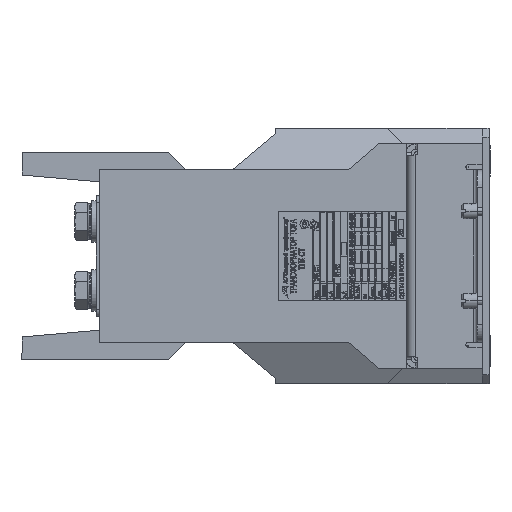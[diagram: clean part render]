
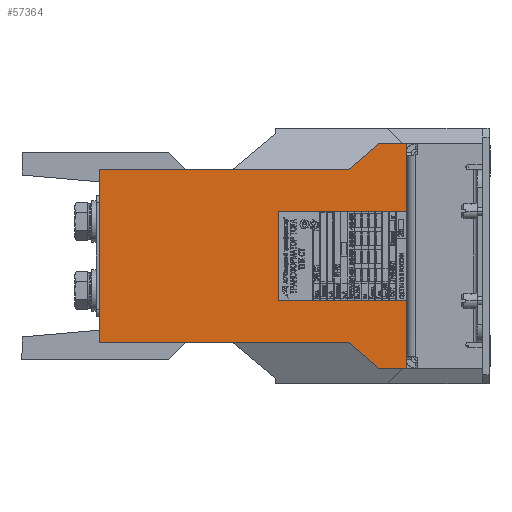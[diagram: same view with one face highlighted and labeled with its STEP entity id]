
A CAD part, left-side view. The second image highlights one B-rep face of the part: STEP entity #57364.
In plain terms, the highlighted planar face has unit normal (-1, 0, 0).
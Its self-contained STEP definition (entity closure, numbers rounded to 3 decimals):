
#1855 = VECTOR ( 'NONE', #159407, 1000. ) ;
#5255 = VERTEX_POINT ( 'NONE', #66121 ) ;
#9759 = VECTOR ( 'NONE', #128155, 1000. ) ;
#13919 = EDGE_CURVE ( 'NONE', #104936, #132371, #83436, .T. ) ;
#16989 = VECTOR ( 'NONE', #154071, 1000. ) ;
#18459 = VERTEX_POINT ( 'NONE', #58139 ) ;
#22185 = LINE ( 'NONE', #72200, #16989 ) ;
#23982 = CARTESIAN_POINT ( 'NONE',  ( -165., 44., -65. ) ) ;
#24320 = VECTOR ( 'NONE', #53801, 1000. ) ;
#25169 = EDGE_CURVE ( 'NONE', #104936, #105299, #45746, .T. ) ;
#29932 = VECTOR ( 'NONE', #105421, 1000. ) ;
#30139 = CARTESIAN_POINT ( 'NONE',  ( -165., 60., 65. ) ) ;
#30368 = DIRECTION ( 'NONE',  ( 0., 0., -1. ) ) ;
#34733 = VERTEX_POINT ( 'NONE', #101943 ) ;
#35505 = ORIENTED_EDGE ( 'NONE', *, *, #186131, .T. ) ;
#35712 = CARTESIAN_POINT ( 'NONE',  ( -165., 222., -50. ) ) ;
#37000 = CARTESIAN_POINT ( 'NONE',  ( -165., 222., -50. ) ) ;
#37731 = CARTESIAN_POINT ( 'NONE',  ( -165., 0., -65. ) ) ;
#43371 = EDGE_CURVE ( 'NONE', #59580, #163064, #22185, .T. ) ;
#44713 = CARTESIAN_POINT ( 'NONE',  ( -165., 44., -65. ) ) ;
#45051 = CARTESIAN_POINT ( 'NONE',  ( -165., 222., -50. ) ) ;
#45746 = LINE ( 'NONE', #83195, #134760 ) ;
#45774 = PLANE ( 'NONE',  #73381 ) ;
#47406 = LINE ( 'NONE', #125026, #131206 ) ;
#47478 = EDGE_LOOP ( 'NONE', ( #71606, #83781, #120420, #179710, #133736, #157206, #194286, #155943, #180819, #35505, #119267, #76192 ) ) ;
#52044 = FACE_OUTER_BOUND ( 'NONE', #47478, .T. ) ;
#53801 = DIRECTION ( 'NONE',  ( 0., -1., 0. ) ) ;
#54294 = LINE ( 'NONE', #44713, #9759 ) ;
#54593 = EDGE_CURVE ( 'NONE', #163064, #127062, #203168, .T. ) ;
#57364 = ADVANCED_FACE ( 'NONE', ( #52044 ), #45774, .F. ) ;
#58139 = CARTESIAN_POINT ( 'NONE',  ( -165., 44., -26. ) ) ;
#58799 = CARTESIAN_POINT ( 'NONE',  ( -165., 118., 26. ) ) ;
#59580 = VERTEX_POINT ( 'NONE', #168888 ) ;
#61869 = DIRECTION ( 'NONE',  ( 1., 0., 0. ) ) ;
#62887 = EDGE_CURVE ( 'NONE', #130119, #5255, #152211, .T. ) ;
#66121 = CARTESIAN_POINT ( 'NONE',  ( -165., 118., -26. ) ) ;
#66662 = VECTOR ( 'NONE', #109574, 1000. ) ;
#69750 = VECTOR ( 'NONE', #71380, 1000. ) ;
#71380 = DIRECTION ( 'NONE',  ( 0., -1., 0. ) ) ;
#71606 = ORIENTED_EDGE ( 'NONE', *, *, #100762, .F. ) ;
#72200 = CARTESIAN_POINT ( 'NONE',  ( -165., 60., -65. ) ) ;
#73381 = AXIS2_PLACEMENT_3D ( 'NONE', #45051, #61869, #79449 ) ;
#74128 = EDGE_CURVE ( 'NONE', #132371, #130119, #163259, .T. ) ;
#76192 = ORIENTED_EDGE ( 'NONE', *, *, #54593, .T. ) ;
#78184 = VECTOR ( 'NONE', #141615, 1000. ) ;
#79449 = DIRECTION ( 'NONE',  ( 0., 0., -1. ) ) ;
#83195 = CARTESIAN_POINT ( 'NONE',  ( -165., 60., 65. ) ) ;
#83436 = LINE ( 'NONE', #23982, #78184 ) ;
#83723 = CARTESIAN_POINT ( 'NONE',  ( -165., 44., 65. ) ) ;
#83781 = ORIENTED_EDGE ( 'NONE', *, *, #134380, .F. ) ;
#88596 = CARTESIAN_POINT ( 'NONE',  ( -165., 44., 26. ) ) ;
#96023 = LINE ( 'NONE', #142628, #1855 ) ;
#100762 = EDGE_CURVE ( 'NONE', #18459, #127062, #54294, .T. ) ;
#101943 = CARTESIAN_POINT ( 'NONE',  ( -165., 222., 50. ) ) ;
#103757 = CARTESIAN_POINT ( 'NONE',  ( -165., 77.876, 50. ) ) ;
#104936 = VERTEX_POINT ( 'NONE', #83723 ) ;
#105299 = VERTEX_POINT ( 'NONE', #30139 ) ;
#105421 = DIRECTION ( 'NONE',  ( 0., 1., 0. ) ) ;
#107706 = VECTOR ( 'NONE', #30368, 1000. ) ;
#109574 = DIRECTION ( 'NONE',  ( 0., 0., 1. ) ) ;
#111133 = LINE ( 'NONE', #192884, #66662 ) ;
#111851 = CARTESIAN_POINT ( 'NONE',  ( -165., 77.876, 50. ) ) ;
#119267 = ORIENTED_EDGE ( 'NONE', *, *, #43371, .T. ) ;
#120420 = ORIENTED_EDGE ( 'NONE', *, *, #62887, .F. ) ;
#120615 = DIRECTION ( 'NONE',  ( 0., 0.766, -0.643 ) ) ;
#125026 = CARTESIAN_POINT ( 'NONE',  ( -165., 222., 50. ) ) ;
#127062 = VERTEX_POINT ( 'NONE', #203800 ) ;
#128155 = DIRECTION ( 'NONE',  ( 0., 0., -1. ) ) ;
#128566 = LINE ( 'NONE', #103757, #212104 ) ;
#130119 = VERTEX_POINT ( 'NONE', #58799 ) ;
#131206 = VECTOR ( 'NONE', #141755, 1000. ) ;
#132371 = VERTEX_POINT ( 'NONE', #178532 ) ;
#133736 = ORIENTED_EDGE ( 'NONE', *, *, #13919, .F. ) ;
#134380 = EDGE_CURVE ( 'NONE', #5255, #18459, #96023, .T. ) ;
#134760 = VECTOR ( 'NONE', #216836, 1000. ) ;
#141615 = DIRECTION ( 'NONE',  ( 0., 0., -1. ) ) ;
#141755 = DIRECTION ( 'NONE',  ( 0., -1., 0. ) ) ;
#142628 = CARTESIAN_POINT ( 'NONE',  ( -165., 44., -26. ) ) ;
#148890 = VERTEX_POINT ( 'NONE', #35712 ) ;
#152211 = LINE ( 'NONE', #179326, #107706 ) ;
#154071 = DIRECTION ( 'NONE',  ( 0., -0.766, -0.643 ) ) ;
#155943 = ORIENTED_EDGE ( 'NONE', *, *, #212706, .F. ) ;
#157206 = ORIENTED_EDGE ( 'NONE', *, *, #25169, .T. ) ;
#157647 = LINE ( 'NONE', #37000, #24320 ) ;
#159407 = DIRECTION ( 'NONE',  ( 0., -1., 0. ) ) ;
#163064 = VERTEX_POINT ( 'NONE', #189726 ) ;
#163259 = LINE ( 'NONE', #88596, #29932 ) ;
#163742 = EDGE_CURVE ( 'NONE', #148890, #34733, #111133, .T. ) ;
#168888 = CARTESIAN_POINT ( 'NONE',  ( -165., 77.876, -50. ) ) ;
#178532 = CARTESIAN_POINT ( 'NONE',  ( -165., 44., 26. ) ) ;
#179326 = CARTESIAN_POINT ( 'NONE',  ( -165., 118., -26. ) ) ;
#179710 = ORIENTED_EDGE ( 'NONE', *, *, #74128, .F. ) ;
#180819 = ORIENTED_EDGE ( 'NONE', *, *, #163742, .F. ) ;
#186131 = EDGE_CURVE ( 'NONE', #148890, #59580, #157647, .T. ) ;
#189726 = CARTESIAN_POINT ( 'NONE',  ( -165., 60., -65. ) ) ;
#192884 = CARTESIAN_POINT ( 'NONE',  ( -165., 222., -50. ) ) ;
#192923 = VERTEX_POINT ( 'NONE', #111851 ) ;
#194286 = ORIENTED_EDGE ( 'NONE', *, *, #201557, .T. ) ;
#201557 = EDGE_CURVE ( 'NONE', #105299, #192923, #128566, .T. ) ;
#203168 = LINE ( 'NONE', #37731, #69750 ) ;
#203800 = CARTESIAN_POINT ( 'NONE',  ( -165., 44., -65. ) ) ;
#212104 = VECTOR ( 'NONE', #120615, 1000. ) ;
#212706 = EDGE_CURVE ( 'NONE', #34733, #192923, #47406, .T. ) ;
#216836 = DIRECTION ( 'NONE',  ( 0., 1., 0. ) ) ;
